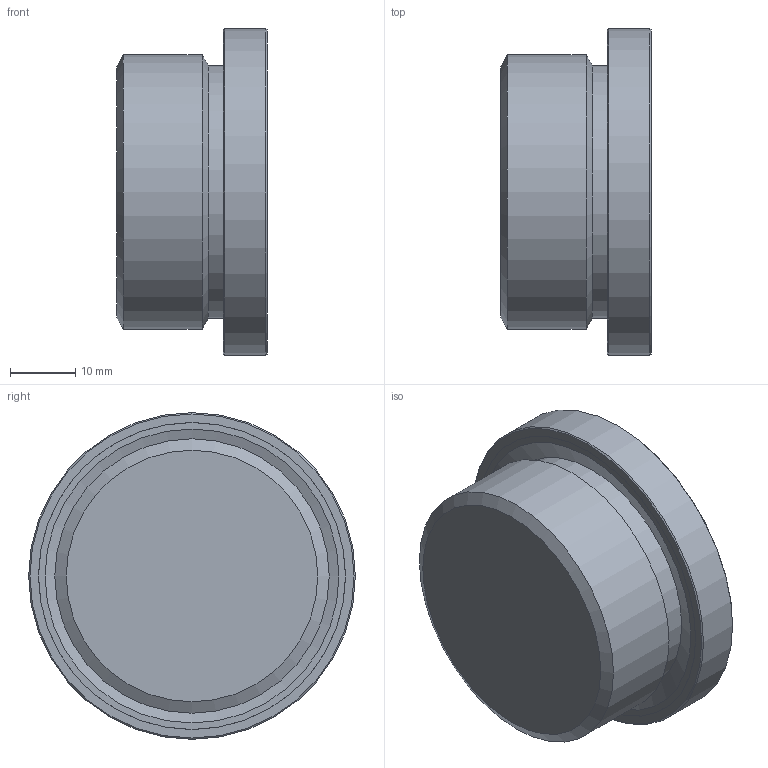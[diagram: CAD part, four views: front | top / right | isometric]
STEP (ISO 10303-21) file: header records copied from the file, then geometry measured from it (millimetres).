
FILE_DESCRIPTION(/* description */ (''),/* implementation_level */ '2;1');
FILE_NAME(/* name */ 'vsti_42x2-la.stp',/* time_stamp */ '2019-10-24T11:14:40+02:00',/* author */ ('leitheußer'),/* organization */ (''),/* preprocessor_version */ 'ST-DEVELOPER v15.6',/* originating_system */ 'Autodesk Inventor LT ',/* authorisation */ '');
FILE_SCHEMA (('AUTOMOTIVE_DESIGN { 1 0 10303 214 3 1 1 }'));
Length unit declared in the file: millimetre
Products named in the file (1): VSTI 42x2
Bounding box: 23 x 50 x 50 mm (x, y, z)
Volume: 31285 mm3; surface area: 9945.2 mm2
Topology: 2 solids, 2 shells, 30 faces, 69 edges, 46 vertices
Faces by surface type: plane 13, cone 11, cylinder 6
Full cylindrical faces by diameter (mm): 38.7 x1, 38.98 x1, 42 x1, 46.98 x1, 47 x1, 50 x1
Entity records: 827 total; most frequent: CARTESIAN_POINT 159, DIRECTION 130, ORIENTED_EDGE 116, EDGE_CURVE 58, AXIS2_PLACEMENT_3D 53, EDGE_LOOP 46, VERTEX_POINT 46, FACE_OUTER_BOUND 30
